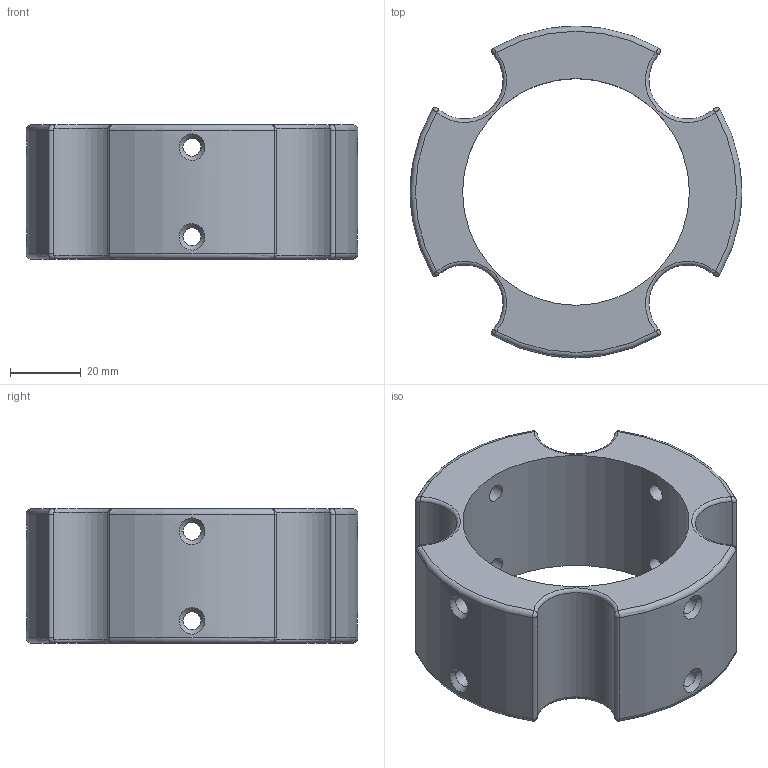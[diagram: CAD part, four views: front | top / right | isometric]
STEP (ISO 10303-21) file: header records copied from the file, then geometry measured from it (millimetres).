
FILE_DESCRIPTION(/* description */ (''),/* implementation_level */ '2;1');
FILE_NAME(/* name */ 'UNION CLAMP MAZU only v3.step',/* time_stamp */ '2024-11-13T08:16:53-04:00',/* author */ (''),/* organization */ (''),/* preprocessor_version */ 'ST-DEVELOPER v20',/* originating_system */ 'Autodesk Translation Framework v13.20.0.188',/* authorisation */ '');
FILE_SCHEMA (('AUTOMOTIVE_DESIGN { 1 0 10303 214 3 1 1 }'));
Length unit declared in the file: millimetre
Products named in the file (1): UNION CLAMP MAZU only
Bounding box: 94 x 94 x 38.1 mm (x, y, z)
Volume: 102898.7 mm3; surface area: 27545.2 mm2
Topology: 1 solids, 1 shells, 67 faces, 175 edges, 108 vertices
Faces by surface type: cylinder 25, torus 16, bspline 16, cone 8, plane 2
Full cylindrical faces by diameter (mm): 5.118 x8, 64.262 x1
Entity records: 3169 total; most frequent: CARTESIAN_POINT 1561, ORIENTED_EDGE 350, DIRECTION 287, EDGE_CURVE 175, AXIS2_PLACEMENT_3D 126, VERTEX_POINT 108, EDGE_LOOP 83, CIRCLE 74
